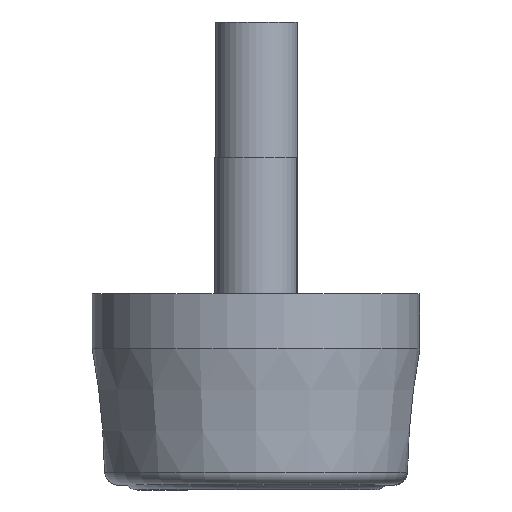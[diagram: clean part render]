
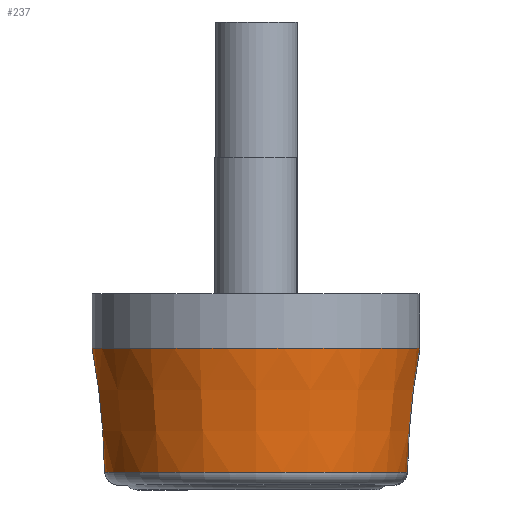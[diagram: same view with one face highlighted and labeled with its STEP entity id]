
A CAD part, left-side view. The second image highlights one B-rep face of the part: STEP entity #237.
In plain terms, the highlighted conical face has half-angle 5.711 degrees and reference radius 12 mm.
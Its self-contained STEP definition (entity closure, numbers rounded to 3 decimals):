
#27=CONICAL_SURFACE('',#270,12.,5.711);
#51=FACE_BOUND('',#100,.T.);
#71=FACE_OUTER_BOUND('',#99,.T.);
#99=EDGE_LOOP('',(#199));
#100=EDGE_LOOP('',(#200));
#132=CIRCLE('',#268,11.09);
#133=CIRCLE('',#271,12.);
#152=VERTEX_POINT('',#416);
#153=VERTEX_POINT('',#420);
#172=EDGE_CURVE('',#152,#152,#132,.T.);
#173=EDGE_CURVE('',#153,#153,#133,.T.);
#199=ORIENTED_EDGE('',*,*,#173,.T.);
#200=ORIENTED_EDGE('',*,*,#172,.F.);
#237=ADVANCED_FACE('',(#71,#51),#27,.T.);
#268=AXIS2_PLACEMENT_3D('',#417,#330,#331);
#270=AXIS2_PLACEMENT_3D('',#419,#334,#335);
#271=AXIS2_PLACEMENT_3D('',#421,#336,#337);
#330=DIRECTION('center_axis',(0.,0.,-1.));
#331=DIRECTION('ref_axis',(1.,0.,0.));
#334=DIRECTION('center_axis',(0.,0.,1.));
#335=DIRECTION('ref_axis',(-1.,0.,0.));
#336=DIRECTION('center_axis',(0.,0.,-1.));
#337=DIRECTION('ref_axis',(-1.,0.,0.));
#416=CARTESIAN_POINT('',(-11.09,0.,0.9));
#417=CARTESIAN_POINT('Origin',(0.,0.,0.9));
#419=CARTESIAN_POINT('Origin',(0.,0.,10.));
#420=CARTESIAN_POINT('',(12.,0.,10.));
#421=CARTESIAN_POINT('Origin',(0.,0.,10.));
